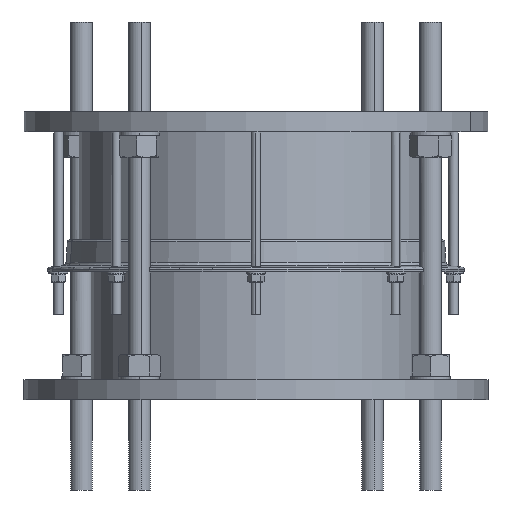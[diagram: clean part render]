
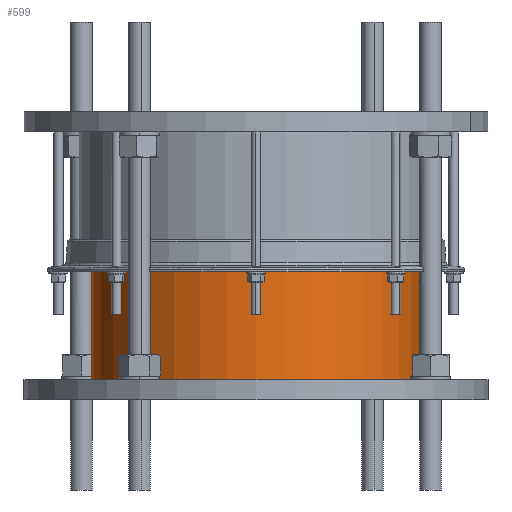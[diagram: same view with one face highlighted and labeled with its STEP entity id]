
A CAD part, front view. The second image highlights one B-rep face of the part: STEP entity #599.
In plain terms, the highlighted cylindrical face has radius 206 mm (diameter 412 mm), a partial arc.
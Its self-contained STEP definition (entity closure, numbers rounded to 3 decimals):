
#599 = ADVANCED_FACE ( 'NONE', ( #5241 ), #5251, .T. ) ;
#1003 = CARTESIAN_POINT ( 'NONE',  ( -206., 0., 160. ) ) ;
#1086 = CARTESIAN_POINT ( 'NONE',  ( 206., 0., 160. ) ) ;
#1099 = CARTESIAN_POINT ( 'NONE',  ( 206., 0., 25. ) ) ;
#1366 = VERTEX_POINT ( 'NONE', #1099 ) ;
#1368 = VERTEX_POINT ( 'NONE', #1086 ) ;
#1468 = VERTEX_POINT ( 'NONE', #1003 ) ;
#1957 = VERTEX_POINT ( 'NONE', #4516 ) ;
#2212 = EDGE_CURVE ( 'NONE', #1468, #1957, #5560, .T. ) ;
#2295 = EDGE_CURVE ( 'NONE', #1368, #1366, #8825, .T. ) ;
#2901 = CARTESIAN_POINT ( 'NONE',  ( 0., 0., 160. ) ) ;
#2902 = DIRECTION ( 'NONE',  ( 0., 0., 1. ) ) ;
#2903 = DIRECTION ( 'NONE',  ( 1., 0., 0. ) ) ;
#2979 = CARTESIAN_POINT ( 'NONE',  ( 0., 0., 25. ) ) ;
#2980 = DIRECTION ( 'NONE',  ( 0., 0., 1. ) ) ;
#2981 = DIRECTION ( 'NONE',  ( 1., 0., 0. ) ) ;
#3593 = DIRECTION ( 'NONE',  ( -1., 0., 0. ) ) ;
#3595 = DIRECTION ( 'NONE',  ( 0., 0., -1. ) ) ;
#3597 = CARTESIAN_POINT ( 'NONE',  ( 0., 0., 275. ) ) ;
#4516 = CARTESIAN_POINT ( 'NONE',  ( -206., 0., 25. ) ) ;
#5241 = FACE_OUTER_BOUND ( 'NONE', #11391, .T. ) ;
#5251 = CYLINDRICAL_SURFACE ( 'NONE', #14981, 206. ) ;
#5560 = LINE ( 'NONE', #6353, #5566 ) ;
#5566 = VECTOR ( 'NONE', #6057, 1000. ) ;
#6057 = DIRECTION ( 'NONE',  ( 0., 0., -1. ) ) ;
#6258 = DIRECTION ( 'NONE',  ( 0., 0., -1. ) ) ;
#6353 = CARTESIAN_POINT ( 'NONE',  ( -206., 0., 275. ) ) ;
#6459 = CARTESIAN_POINT ( 'NONE',  ( 206., 0., 275. ) ) ;
#8825 = LINE ( 'NONE', #6459, #8829 ) ;
#8829 = VECTOR ( 'NONE', #6258, 1000. ) ;
#9376 = CIRCLE ( 'NONE', #14185, 206. ) ;
#9404 = CIRCLE ( 'NONE', #14205, 206. ) ;
#10473 = ORIENTED_EDGE ( 'NONE', *, *, #2295, .F. ) ;
#10604 = ORIENTED_EDGE ( 'NONE', *, *, #2212, .T. ) ;
#10883 = ORIENTED_EDGE ( 'NONE', *, *, #14681, .T. ) ;
#11244 = ORIENTED_EDGE ( 'NONE', *, *, #14657, .F. ) ;
#11391 = EDGE_LOOP ( 'NONE', ( #10473, #11244, #10604, #10883 ) ) ;
#14185 = AXIS2_PLACEMENT_3D ( 'NONE', #2901, #2902, #2903 ) ;
#14205 = AXIS2_PLACEMENT_3D ( 'NONE', #2979, #2980, #2981 ) ;
#14657 = EDGE_CURVE ( 'NONE', #1468, #1368, #9376, .T. ) ;
#14681 = EDGE_CURVE ( 'NONE', #1957, #1366, #9404, .T. ) ;
#14981 = AXIS2_PLACEMENT_3D ( 'NONE', #3597, #3595, #3593 ) ;
